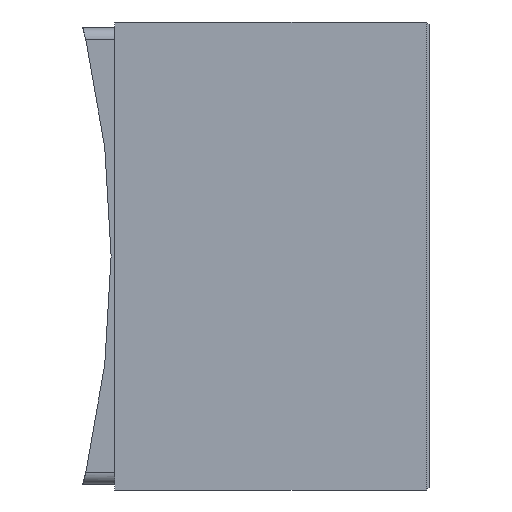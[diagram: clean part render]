
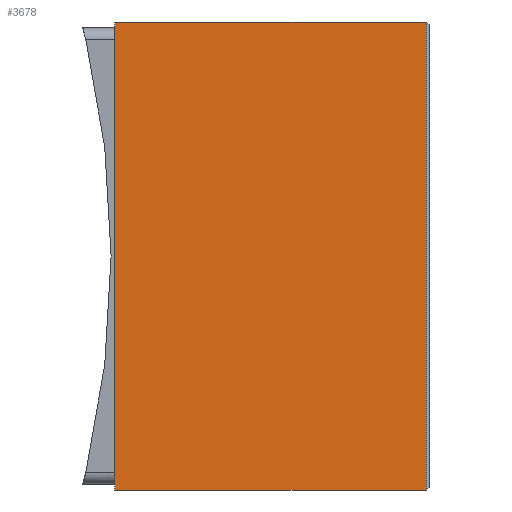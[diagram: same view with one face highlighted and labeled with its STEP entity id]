
A CAD part, left-side view. The second image highlights one B-rep face of the part: STEP entity #3678.
In plain terms, the highlighted planar face has unit normal (-1, 0, 0).
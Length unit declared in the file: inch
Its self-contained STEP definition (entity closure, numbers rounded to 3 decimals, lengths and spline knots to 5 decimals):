
#176 = DIRECTION ( 'NONE',  ( 0., 0., 1. ) ) ;
#178 = ORIENTED_EDGE ( 'NONE', *, *, #757, .T. ) ;
#297 = VECTOR ( 'NONE', #176, 39.37008 ) ;
#327 = EDGE_CURVE ( 'NONE', #502, #1591, #3377, .T. ) ;
#496 = DIRECTION ( 'NONE',  ( 0., -1., 0. ) ) ;
#502 = VERTEX_POINT ( 'NONE', #2581 ) ;
#520 = CARTESIAN_POINT ( 'NONE',  ( -4.92126, 3.30709, 2.46063 ) ) ;
#757 = EDGE_CURVE ( 'NONE', #4225, #502, #3045, .T. ) ;
#783 = FACE_OUTER_BOUND ( 'NONE', #799, .T. ) ;
#799 = EDGE_LOOP ( 'NONE', ( #178, #4147, #3114, #1925 ) ) ;
#894 = CARTESIAN_POINT ( 'NONE',  ( -4.92126, 3.30709, 2.46063 ) ) ;
#956 = LINE ( 'NONE', #894, #3242 ) ;
#1508 = PLANE ( 'NONE',  #3939 ) ;
#1591 = VERTEX_POINT ( 'NONE', #2631 ) ;
#1705 = VERTEX_POINT ( 'NONE', #3449 ) ;
#1845 = CARTESIAN_POINT ( 'NONE',  ( -4.92126, 3.30709, -2.46063 ) ) ;
#1925 = ORIENTED_EDGE ( 'NONE', *, *, #2689, .F. ) ;
#2272 = VECTOR ( 'NONE', #496, 39.37008 ) ;
#2581 = CARTESIAN_POINT ( 'NONE',  ( -4.92126, 0.03, -2.46063 ) ) ;
#2631 = CARTESIAN_POINT ( 'NONE',  ( -4.92126, 0.03, 2.46063 ) ) ;
#2689 = EDGE_CURVE ( 'NONE', #4225, #1705, #3099, .T. ) ;
#2736 = CARTESIAN_POINT ( 'NONE',  ( -4.92126, 3.30709, 2.46063 ) ) ;
#2764 = VECTOR ( 'NONE', #4032, 39.37008 ) ;
#2939 = DIRECTION ( 'NONE',  ( 0., -1., 0. ) ) ;
#3045 = LINE ( 'NONE', #3413, #2272 ) ;
#3099 = LINE ( 'NONE', #2736, #2764 ) ;
#3110 = DIRECTION ( 'NONE',  ( 1., 0., 0. ) ) ;
#3114 = ORIENTED_EDGE ( 'NONE', *, *, #3472, .F. ) ;
#3131 = DIRECTION ( 'NONE',  ( 0., 0., -1. ) ) ;
#3242 = VECTOR ( 'NONE', #2939, 39.37008 ) ;
#3377 = LINE ( 'NONE', #3419, #297 ) ;
#3413 = CARTESIAN_POINT ( 'NONE',  ( -4.92126, 3.30709, -2.46063 ) ) ;
#3419 = CARTESIAN_POINT ( 'NONE',  ( -4.92126, 0.03, 2.46063 ) ) ;
#3449 = CARTESIAN_POINT ( 'NONE',  ( -4.92126, 3.30709, 2.46063 ) ) ;
#3472 = EDGE_CURVE ( 'NONE', #1705, #1591, #956, .T. ) ;
#3678 = ADVANCED_FACE ( 'NONE', ( #783 ), #1508, .F. ) ;
#3939 = AXIS2_PLACEMENT_3D ( 'NONE', #520, #3110, #3131 ) ;
#4032 = DIRECTION ( 'NONE',  ( 0., 0., 1. ) ) ;
#4147 = ORIENTED_EDGE ( 'NONE', *, *, #327, .T. ) ;
#4225 = VERTEX_POINT ( 'NONE', #1845 ) ;
